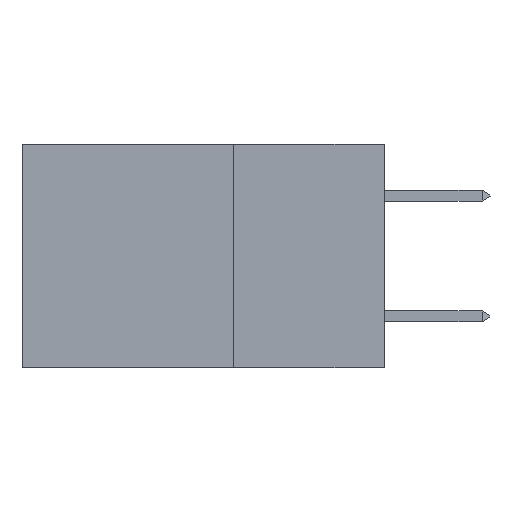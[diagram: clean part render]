
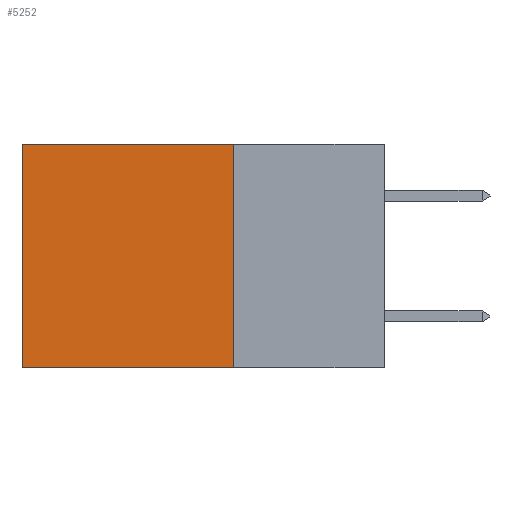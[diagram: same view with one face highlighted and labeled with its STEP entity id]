
A CAD part, left-side view. The second image highlights one B-rep face of the part: STEP entity #5252.
In plain terms, the highlighted planar face has unit normal (-1, 0, 0).
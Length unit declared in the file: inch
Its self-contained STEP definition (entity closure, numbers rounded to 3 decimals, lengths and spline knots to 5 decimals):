
#238 = ORIENTED_EDGE ( 'NONE', *, *, #5595, .T. ) ;
#487 = EDGE_CURVE ( 'NONE', #1064, #4840, #1140, .T. ) ;
#498 = DIRECTION ( 'NONE',  ( 0., 0., -1. ) ) ;
#1000 = DIRECTION ( 'NONE',  ( 0., 0., -1. ) ) ;
#1010 = CARTESIAN_POINT ( 'NONE',  ( 0.2875, 0.25, 0. ) ) ;
#1064 = VERTEX_POINT ( 'NONE', #6102 ) ;
#1140 = LINE ( 'NONE', #6967, #4328 ) ;
#1162 = EDGE_LOOP ( 'NONE', ( #8137, #8611, #9498, #238 ) ) ;
#1819 = LINE ( 'NONE', #1010, #6671 ) ;
#1844 = CARTESIAN_POINT ( 'NONE',  ( 0.2875, 0.25, 0. ) ) ;
#1948 = FACE_OUTER_BOUND ( 'NONE', #1162, .T. ) ;
#3133 = DIRECTION ( 'NONE',  ( 0., 1., 0. ) ) ;
#3176 = VERTEX_POINT ( 'NONE', #1844 ) ;
#4105 = DIRECTION ( 'NONE',  ( 0., 1., 0. ) ) ;
#4206 = LINE ( 'NONE', #8283, #7633 ) ;
#4328 = VECTOR ( 'NONE', #3133, 39.37008 ) ;
#4577 = VERTEX_POINT ( 'NONE', #9088 ) ;
#4623 = CARTESIAN_POINT ( 'NONE',  ( 0.2875, 0.6, -0.37 ) ) ;
#4737 = CARTESIAN_POINT ( 'NONE',  ( 0.2875, 0.6, 0. ) ) ;
#4840 = VERTEX_POINT ( 'NONE', #4623 ) ;
#5252 = ADVANCED_FACE ( 'NONE', ( #1948 ), #6243, .F. ) ;
#5595 = EDGE_CURVE ( 'NONE', #3176, #4577, #1819, .T. ) ;
#6102 = CARTESIAN_POINT ( 'NONE',  ( 0.2875, 0.25, -0.37 ) ) ;
#6243 = PLANE ( 'NONE',  #10162 ) ;
#6671 = VECTOR ( 'NONE', #4105, 39.37008 ) ;
#6967 = CARTESIAN_POINT ( 'NONE',  ( 0.2875, 0.25, -0.37 ) ) ;
#7287 = EDGE_CURVE ( 'NONE', #3176, #1064, #4206, .T. ) ;
#7633 = VECTOR ( 'NONE', #1000, 39.37008 ) ;
#7871 = CARTESIAN_POINT ( 'NONE',  ( 0.2875, 0.25, 0. ) ) ;
#7884 = LINE ( 'NONE', #4737, #7953 ) ;
#7953 = VECTOR ( 'NONE', #498, 39.37008 ) ;
#7995 = EDGE_CURVE ( 'NONE', #4577, #4840, #7884, .T. ) ;
#8137 = ORIENTED_EDGE ( 'NONE', *, *, #7995, .T. ) ;
#8283 = CARTESIAN_POINT ( 'NONE',  ( 0.2875, 0.25, 0. ) ) ;
#8579 = DIRECTION ( 'NONE',  ( 1., 0., 0. ) ) ;
#8611 = ORIENTED_EDGE ( 'NONE', *, *, #487, .F. ) ;
#9088 = CARTESIAN_POINT ( 'NONE',  ( 0.2875, 0.6, 0. ) ) ;
#9498 = ORIENTED_EDGE ( 'NONE', *, *, #7287, .F. ) ;
#10162 = AXIS2_PLACEMENT_3D ( 'NONE', #7871, #8579, #10226 ) ;
#10226 = DIRECTION ( 'NONE',  ( 0., 0., -1. ) ) ;
